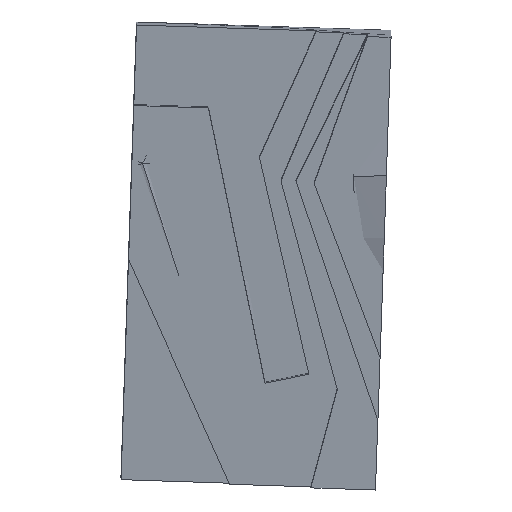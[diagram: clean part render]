
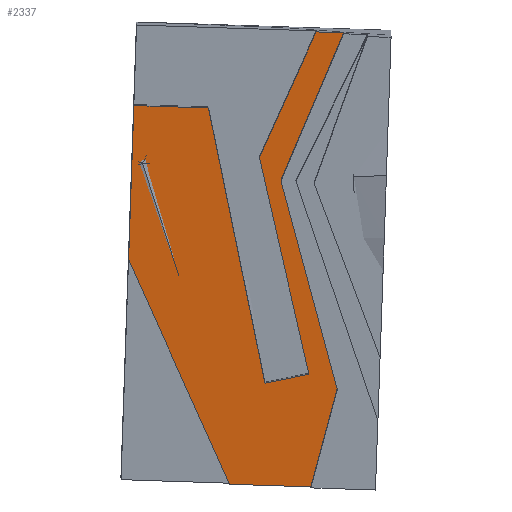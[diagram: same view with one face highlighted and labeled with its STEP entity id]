
A CAD part, left-side view. The second image highlights one B-rep face of the part: STEP entity #2337.
In plain terms, the highlighted planar face has unit normal (-0.989, -0.005, -0.148).
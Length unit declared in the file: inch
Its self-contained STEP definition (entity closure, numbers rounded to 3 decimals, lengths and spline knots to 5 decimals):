
#82 = VECTOR ( 'NONE', #851, 39.37008 ) ;
#154 = VERTEX_POINT ( 'NONE', #3399 ) ;
#192 = VERTEX_POINT ( 'NONE', #3000 ) ;
#273 = CARTESIAN_POINT ( 'NONE',  ( 13.37893, 0.06336, 2.00856 ) ) ;
#309 = LINE ( 'NONE', #2130, #2811 ) ;
#422 = VECTOR ( 'NONE', #1721, 39.37008 ) ;
#494 = CARTESIAN_POINT ( 'NONE',  ( 9.57598, 12.78645, 26.93849 ) ) ;
#576 = EDGE_CURVE ( 'NONE', #3334, #992, #3075, .T. ) ;
#607 = DIRECTION ( 'NONE',  ( 0.989, 0.005, 0.148 ) ) ;
#649 = ORIENTED_EDGE ( 'NONE', *, *, #4177, .T. ) ;
#669 = VECTOR ( 'NONE', #3185, 39.37008 ) ;
#681 = DIRECTION ( 'NONE',  ( -0.135, -0.389, 0.911 ) ) ;
#683 = CARTESIAN_POINT ( 'NONE',  ( 13.19774, 7.31634, 2.98665 ) ) ;
#766 = CARTESIAN_POINT ( 'NONE',  ( 13.32159, 12.16959, 2.00856 ) ) ;
#787 = LINE ( 'NONE', #2447, #2669 ) ;
#846 = DIRECTION ( 'NONE',  ( -0.01, 0.999, 0.033 ) ) ;
#851 = DIRECTION ( 'NONE',  ( 0.146, -0.22, -0.964 ) ) ;
#898 = LINE ( 'NONE', #3135, #1115 ) ;
#992 = VERTEX_POINT ( 'NONE', #3863 ) ;
#998 = CARTESIAN_POINT ( 'NONE',  ( 15.06571, 7.10248, -9.44906 ) ) ;
#1013 = VERTEX_POINT ( 'NONE', #683 ) ;
#1054 = ORIENTED_EDGE ( 'NONE', *, *, #3721, .T. ) ;
#1055 = VERTEX_POINT ( 'NONE', #998 ) ;
#1115 = VECTOR ( 'NONE', #846, 39.37008 ) ;
#1149 = CARTESIAN_POINT ( 'NONE',  ( 13.44102, 4.18984, 1.46481 ) ) ;
#1196 = VECTOR ( 'NONE', #2661, 39.37008 ) ;
#1213 = CARTESIAN_POINT ( 'NONE',  ( 11.20483, 27.24029, 15.63282 ) ) ;
#1227 = DIRECTION ( 'NONE',  ( 0.134, 0.408, -0.903 ) ) ;
#1274 = VECTOR ( 'NONE', #3381, 39.37008 ) ;
#1565 = EDGE_CURVE ( 'NONE', #3605, #3809, #898, .T. ) ;
#1596 = EDGE_CURVE ( 'NONE', #1641, #192, #2414, .T. ) ;
#1614 = CARTESIAN_POINT ( 'NONE',  ( 14.97917, 16.07552, -9.15569 ) ) ;
#1641 = VERTEX_POINT ( 'NONE', #1213 ) ;
#1648 = EDGE_CURVE ( 'NONE', #192, #1055, #2637, .T. ) ;
#1710 = ORIENTED_EDGE ( 'NONE', *, *, #3389, .T. ) ;
#1721 = DIRECTION ( 'NONE',  ( -0.145, 0.258, 0.955 ) ) ;
#1790 = VECTOR ( 'NONE', #1227, 39.37008 ) ;
#1849 = VECTOR ( 'NONE', #3703, 39.37008 ) ;
#1862 = DIRECTION ( 'NONE',  ( 0.025, 0.98, -0.197 ) ) ;
#1882 = VERTEX_POINT ( 'NONE', #766 ) ;
#1931 = LINE ( 'NONE', #494, #1790 ) ;
#1940 = EDGE_CURVE ( 'NONE', #1055, #3334, #2466, .T. ) ;
#1990 = CARTESIAN_POINT ( 'NONE',  ( 7.52209, 6.50986, 40.8173 ) ) ;
#2010 = DIRECTION ( 'NONE',  ( -0.01, 0.999, 0.033 ) ) ;
#2024 = DIRECTION ( 'NONE',  ( 0.148, 0., -0.989 ) ) ;
#2052 = EDGE_CURVE ( 'NONE', #1882, #3605, #3650, .T. ) ;
#2100 = EDGE_LOOP ( 'NONE', ( #2824, #2252, #2146, #3450, #1710, #1054, #3490, #3496, #649, #2662, #4463, #3679 ) ) ;
#2130 = CARTESIAN_POINT ( 'NONE',  ( 12.2414, 16.9711, 9.05221 ) ) ;
#2146 = ORIENTED_EDGE ( 'NONE', *, *, #2834, .T. ) ;
#2220 = CARTESIAN_POINT ( 'NONE',  ( 9.57598, 12.78645, 26.93849 ) ) ;
#2252 = ORIENTED_EDGE ( 'NONE', *, *, #4192, .T. ) ;
#2293 = CARTESIAN_POINT ( 'NONE',  ( 11.20483, 27.24029, 15.63282 ) ) ;
#2337 = ADVANCED_FACE ( 'NONE', ( #4497 ), #4476, .F. ) ;
#2340 = LINE ( 'NONE', #1990, #2526 ) ;
#2375 = CARTESIAN_POINT ( 'NONE',  ( 13.51861, 4.0514, 0.95236 ) ) ;
#2414 = LINE ( 'NONE', #1614, #1196 ) ;
#2447 = CARTESIAN_POINT ( 'NONE',  ( 13.32159, 12.16959, 2.00856 ) ) ;
#2466 = LINE ( 'NONE', #2911, #669 ) ;
#2526 = VECTOR ( 'NONE', #2010, 39.37008 ) ;
#2531 = EDGE_CURVE ( 'NONE', #3127, #3429, #1931, .T. ) ;
#2572 = LINE ( 'NONE', #4323, #82 ) ;
#2612 = AXIS2_PLACEMENT_3D ( 'NONE', #273, #607, #2024 ) ;
#2637 = LINE ( 'NONE', #4175, #3859 ) ;
#2661 = DIRECTION ( 'NONE',  ( 0.138, -0.407, -0.903 ) ) ;
#2662 = ORIENTED_EDGE ( 'NONE', *, *, #1596, .T. ) ;
#2669 = VECTOR ( 'NONE', #1862, 39.37008 ) ;
#2690 = CARTESIAN_POINT ( 'NONE',  ( 8.72805, 18.41349, 32.40895 ) ) ;
#2811 = VECTOR ( 'NONE', #681, 39.37008 ) ;
#2824 = ORIENTED_EDGE ( 'NONE', *, *, #576, .T. ) ;
#2834 = EDGE_CURVE ( 'NONE', #154, #3127, #2340, .T. ) ;
#2911 = CARTESIAN_POINT ( 'NONE',  ( 13.21579, 3.78607, 2.97777 ) ) ;
#3000 = CARTESIAN_POINT ( 'NONE',  ( 14.97917, 16.07552, -9.15569 ) ) ;
#3075 = LINE ( 'NONE', #2375, #422 ) ;
#3127 = VERTEX_POINT ( 'NONE', #4095 ) ;
#3135 = CARTESIAN_POINT ( 'NONE',  ( 8.64854, 26.65833, 32.67851 ) ) ;
#3185 = DIRECTION ( 'NONE',  ( -0.142, -0.255, 0.956 ) ) ;
#3334 = VERTEX_POINT ( 'NONE', #1149 ) ;
#3381 = DIRECTION ( 'NONE',  ( -0.146, 0.199, 0.969 ) ) ;
#3389 = EDGE_CURVE ( 'NONE', #3429, #1013, #2572, .T. ) ;
#3399 = CARTESIAN_POINT ( 'NONE',  ( 7.55147, 3.46393, 40.71772 ) ) ;
#3429 = VERTEX_POINT ( 'NONE', #2220 ) ;
#3450 = ORIENTED_EDGE ( 'NONE', *, *, #2531, .T. ) ;
#3490 = ORIENTED_EDGE ( 'NONE', *, *, #2052, .T. ) ;
#3496 = ORIENTED_EDGE ( 'NONE', *, *, #1565, .T. ) ;
#3605 = VERTEX_POINT ( 'NONE', #2690 ) ;
#3650 = LINE ( 'NONE', #4094, #1274 ) ;
#3679 = ORIENTED_EDGE ( 'NONE', *, *, #1940, .T. ) ;
#3703 = DIRECTION ( 'NONE',  ( 0.148, 0.034, -0.988 ) ) ;
#3721 = EDGE_CURVE ( 'NONE', #1013, #1882, #787, .T. ) ;
#3809 = VERTEX_POINT ( 'NONE', #3856 ) ;
#3856 = CARTESIAN_POINT ( 'NONE',  ( 8.64854, 26.65833, 32.67851 ) ) ;
#3859 = VECTOR ( 'NONE', #4022, 39.37008 ) ;
#3863 = CARTESIAN_POINT ( 'NONE',  ( 9.96003, 10.40067, 24.45557 ) ) ;
#4022 = DIRECTION ( 'NONE',  ( 0.01, -0.999, -0.033 ) ) ;
#4051 = LINE ( 'NONE', #2293, #1849 ) ;
#4094 = CARTESIAN_POINT ( 'NONE',  ( 8.72805, 18.41349, 32.40895 ) ) ;
#4095 = CARTESIAN_POINT ( 'NONE',  ( 7.52209, 6.50986, 40.8173 ) ) ;
#4175 = CARTESIAN_POINT ( 'NONE',  ( 15.13451, -0.03113, -9.68229 ) ) ;
#4177 = EDGE_CURVE ( 'NONE', #3809, #1641, #4051, .T. ) ;
#4192 = EDGE_CURVE ( 'NONE', #992, #154, #309, .T. ) ;
#4323 = CARTESIAN_POINT ( 'NONE',  ( 13.19774, 7.31634, 2.98665 ) ) ;
#4463 = ORIENTED_EDGE ( 'NONE', *, *, #1648, .T. ) ;
#4476 = PLANE ( 'NONE',  #2612 ) ;
#4497 = FACE_OUTER_BOUND ( 'NONE', #2100, .T. ) ;
